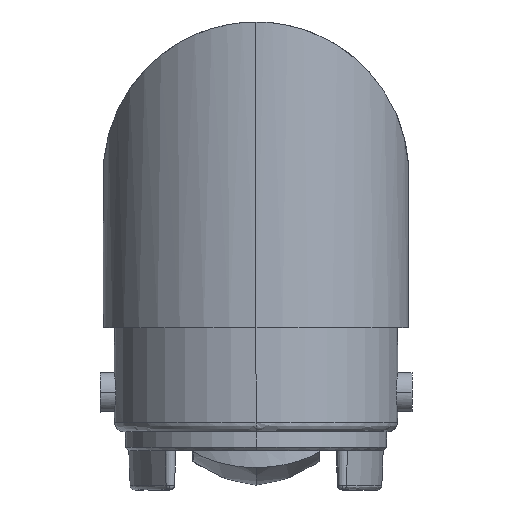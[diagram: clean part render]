
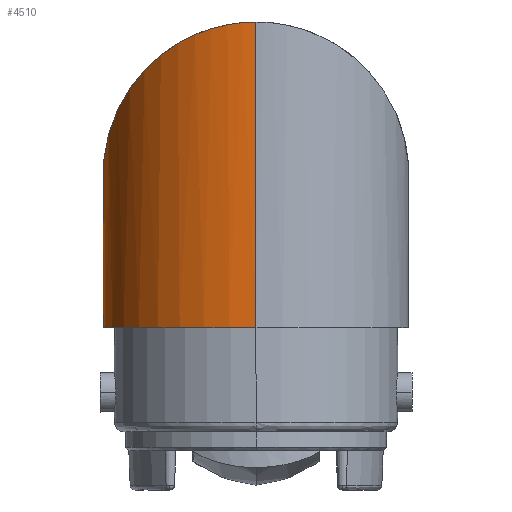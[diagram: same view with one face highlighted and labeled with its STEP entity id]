
A CAD part, left-side view. The second image highlights one B-rep face of the part: STEP entity #4510.
In plain terms, the highlighted cylindrical face has radius 9.7 mm (diameter 19.4 mm), a partial arc.
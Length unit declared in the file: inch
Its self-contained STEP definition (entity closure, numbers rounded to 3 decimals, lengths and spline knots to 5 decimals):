
#420 = VERTEX_POINT ( 'NONE', #8234 ) ;
#505 = EDGE_LOOP ( 'NONE', ( #8120, #3747, #5520 ) ) ;
#707 = LINE ( 'NONE', #5579, #1579 ) ;
#809 = VERTEX_POINT ( 'NONE', #4165 ) ;
#843 = DIRECTION ( 'NONE',  ( -1., 0., 0. ) ) ;
#1025 = CARTESIAN_POINT ( 'NONE',  ( 0.73622, 0., -0.38189 ) ) ;
#1147 = EDGE_CURVE ( 'NONE', #5793, #420, #6784, .T. ) ;
#1379 = DIRECTION ( 'NONE',  ( -1., 0., 0. ) ) ;
#1579 = VECTOR ( 'NONE', #2317, 39.37008 ) ;
#1749 = EDGE_CURVE ( 'NONE', #809, #5793, #4182, .T. ) ;
#2317 = DIRECTION ( 'NONE',  ( 0., 0., 1. ) ) ;
#2646 = CYLINDRICAL_SURFACE ( 'NONE', #3021, 0.38189 ) ;
#3021 = AXIS2_PLACEMENT_3D ( 'NONE', #8758, #6104, #843 ) ;
#3191 = CARTESIAN_POINT ( 'NONE',  ( -0.02756, 0.76378, 0.38189 ) ) ;
#3340 = CARTESIAN_POINT ( 'NONE',  ( 0.35433, 0., -0.38189 ) ) ;
#3747 = ORIENTED_EDGE ( 'NONE', *, *, #8163, .T. ) ;
#4165 = CARTESIAN_POINT ( 'NONE',  ( -0.02756, 0., 0.38189 ) ) ;
#4182 =( BOUNDED_CURVE ( )  B_SPLINE_CURVE ( 3, ( #7293, #3191, #6589, #4552 ),
 .UNSPECIFIED., .F., .F. ) 
 B_SPLINE_CURVE_WITH_KNOTS ( ( 4, 4 ),
 ( 0., 3.14159 ),
 .UNSPECIFIED. ) 
 CURVE ( )  GEOMETRIC_REPRESENTATION_ITEM ( )  RATIONAL_B_SPLINE_CURVE ( ( 1., 0.333, 0.333, 1. ) ) 
 REPRESENTATION_ITEM ( '' )  );
#4510 = ADVANCED_FACE ( 'NONE', ( #8748 ), #2646, .T. ) ;
#4552 = CARTESIAN_POINT ( 'NONE',  ( 0.73622, 0., -0.38189 ) ) ;
#5520 = ORIENTED_EDGE ( 'NONE', *, *, #1749, .T. ) ;
#5579 = CARTESIAN_POINT ( 'NONE',  ( -0.02756, 0., -1.08423 ) ) ;
#5793 = VERTEX_POINT ( 'NONE', #1025 ) ;
#6104 = DIRECTION ( 'NONE',  ( 0., 0., 1. ) ) ;
#6142 = DIRECTION ( 'NONE',  ( 0., 0., 1. ) ) ;
#6589 = CARTESIAN_POINT ( 'NONE',  ( 0.73622, 0.76378, -0.38189 ) ) ;
#6784 = CIRCLE ( 'NONE', #8485, 0.38189 ) ;
#7293 = CARTESIAN_POINT ( 'NONE',  ( -0.02756, 0., 0.38189 ) ) ;
#8120 = ORIENTED_EDGE ( 'NONE', *, *, #1147, .T. ) ;
#8163 = EDGE_CURVE ( 'NONE', #420, #809, #707, .T. ) ;
#8234 = CARTESIAN_POINT ( 'NONE',  ( -0.02756, 0., -0.38189 ) ) ;
#8485 = AXIS2_PLACEMENT_3D ( 'NONE', #3340, #6142, #1379 ) ;
#8748 = FACE_OUTER_BOUND ( 'NONE', #505, .T. ) ;
#8758 = CARTESIAN_POINT ( 'NONE',  ( 0.35433, 0., -1.08423 ) ) ;
